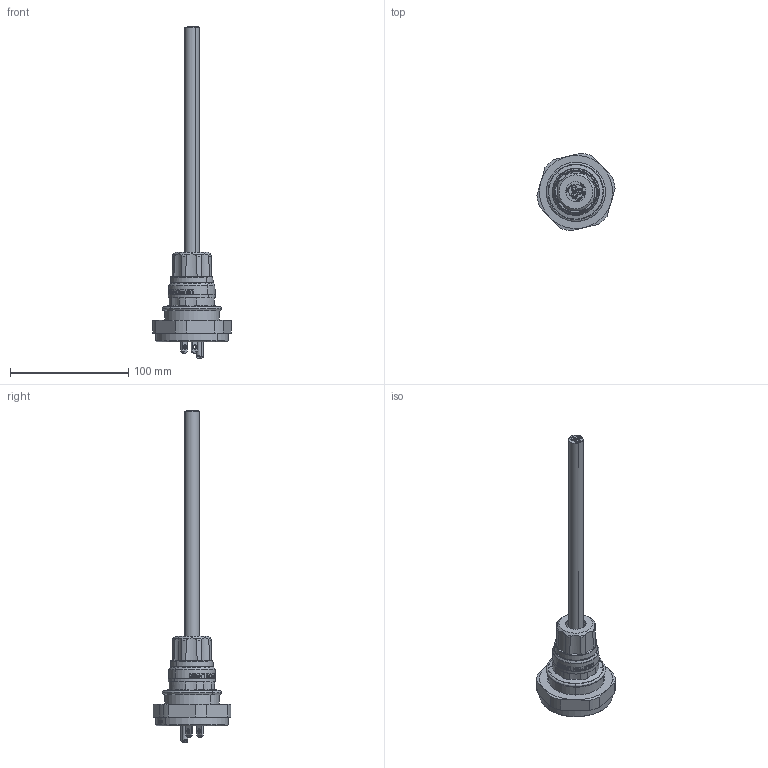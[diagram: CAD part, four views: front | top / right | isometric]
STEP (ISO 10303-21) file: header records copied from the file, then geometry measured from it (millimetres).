
FILE_DESCRIPTION (( 'STEP AP214' ), '1' );
FILE_NAME ('ORC4719-M01.STEP', '2024-05-13T14:34:07', ( '' ), ( '' ), 'SwSTEP 2.0', 'SolidWorks 2020', '' );
FILE_SCHEMA (( 'AUTOMOTIVE_DESIGN' ));
Length unit declared in the file: inch
Products named in the file (1): ORC4719-M01
Bounding box: 66.19 x 65.83 x 280.76 mm (x, y, z)
Surface area: 44782.2 mm2 (no closed solid volume)
Topology: 0 solids, 28 shells, 684 faces, 2724 edges, 1990 vertices
Faces by surface type: plane 301, cylinder 229, bspline 89, cone 45, torus 20
Entity records: 51644 total; most frequent: CARTESIAN_POINT 21794, ORIENTED_EDGE 4109, DIRECTION 3864, EDGE_CURVE 2722, VERTEX_POINT 1990, VECTOR 1344, LINE 1344, AXIS2_PLACEMENT_3D 1260
